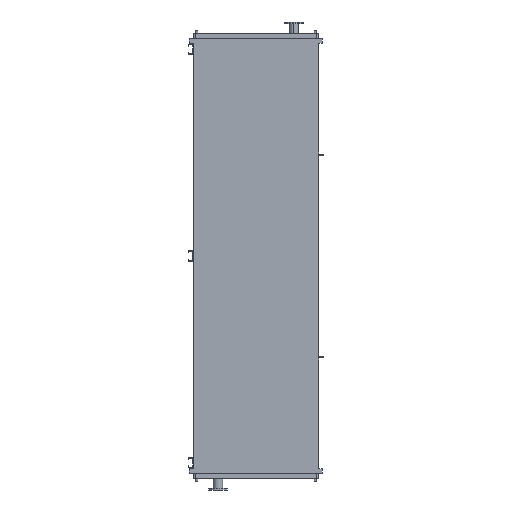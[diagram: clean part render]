
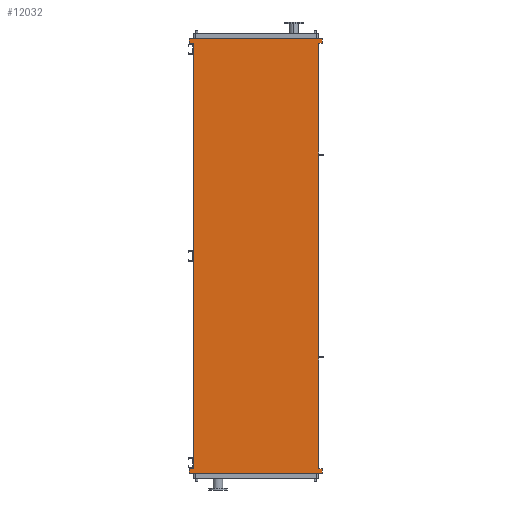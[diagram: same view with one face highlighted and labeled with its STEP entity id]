
A CAD part, front view. The second image highlights one B-rep face of the part: STEP entity #12032.
In plain terms, the highlighted planar face has unit normal (0, -1, 0).
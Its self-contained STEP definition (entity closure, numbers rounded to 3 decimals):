
#507 = ORIENTED_EDGE ( 'NONE', *, *, #7506, .F. ) ;
#623 = DIRECTION ( 'NONE',  ( 0., 0., 1. ) ) ;
#664 = ORIENTED_EDGE ( 'NONE', *, *, #1284, .F. ) ;
#800 = CARTESIAN_POINT ( 'NONE',  ( 771., 0., 95. ) ) ;
#888 = EDGE_CURVE ( 'NONE', #12249, #6688, #8058, .T. ) ;
#929 = LINE ( 'NONE', #14005, #8032 ) ;
#959 = DIRECTION ( 'NONE',  ( 1., 0., 0. ) ) ;
#985 = CARTESIAN_POINT ( 'NONE',  ( 725., 0., -4893. ) ) ;
#1219 = CARTESIAN_POINT ( 'NONE',  ( 725., 0., -4893. ) ) ;
#1284 = EDGE_CURVE ( 'NONE', #14980, #14426, #9271, .T. ) ;
#1287 = DIRECTION ( 'NONE',  ( 0., 0., 1. ) ) ;
#1296 = CARTESIAN_POINT ( 'NONE',  ( -725., 0., -4850. ) ) ;
#1635 = VECTOR ( 'NONE', #623, 1000. ) ;
#1678 = CARTESIAN_POINT ( 'NONE',  ( -771., 0., -4893. ) ) ;
#1734 = DIRECTION ( 'NONE',  ( -1., 0., 0. ) ) ;
#2054 = CARTESIAN_POINT ( 'NONE',  ( -771., 0., -4945. ) ) ;
#2256 = LINE ( 'NONE', #6995, #13034 ) ;
#2854 = VECTOR ( 'NONE', #6685, 1000. ) ;
#3121 = CARTESIAN_POINT ( 'NONE',  ( -771., 0., 43. ) ) ;
#3314 = VECTOR ( 'NONE', #3617, 1000. ) ;
#3326 = DIRECTION ( 'NONE',  ( 0., 0., -1. ) ) ;
#3330 = VECTOR ( 'NONE', #1287, 1000. ) ;
#3406 = EDGE_LOOP ( 'NONE', ( #12273, #7974, #14048, #664, #9244, #14181, #12181, #13271, #6187, #507, #5754, #5081 ) ) ;
#3508 = CARTESIAN_POINT ( 'NONE',  ( 771., 0., 43. ) ) ;
#3615 = CARTESIAN_POINT ( 'NONE',  ( -771., 0., -4945. ) ) ;
#3617 = DIRECTION ( 'NONE',  ( 1., 0., 0. ) ) ;
#3646 = VECTOR ( 'NONE', #10307, 1000. ) ;
#3909 = VECTOR ( 'NONE', #15071, 1000. ) ;
#4037 = LINE ( 'NONE', #6159, #5936 ) ;
#4143 = CARTESIAN_POINT ( 'NONE',  ( -771., 0., 95. ) ) ;
#4364 = EDGE_CURVE ( 'NONE', #14426, #6619, #929, .T. ) ;
#4652 = LINE ( 'NONE', #9467, #8352 ) ;
#4659 = VERTEX_POINT ( 'NONE', #12429 ) ;
#4899 = EDGE_CURVE ( 'NONE', #7718, #7683, #12028, .T. ) ;
#5081 = ORIENTED_EDGE ( 'NONE', *, *, #4899, .F. ) ;
#5187 = FACE_OUTER_BOUND ( 'NONE', #3406, .T. ) ;
#5385 = CARTESIAN_POINT ( 'NONE',  ( -725., 0., 43. ) ) ;
#5410 = VECTOR ( 'NONE', #959, 1000. ) ;
#5453 = LINE ( 'NONE', #14866, #1635 ) ;
#5571 = CARTESIAN_POINT ( 'NONE',  ( 725., 0., 43. ) ) ;
#5754 = ORIENTED_EDGE ( 'NONE', *, *, #9953, .F. ) ;
#5936 = VECTOR ( 'NONE', #12078, 1000. ) ;
#6159 = CARTESIAN_POINT ( 'NONE',  ( 725., 0., -4850. ) ) ;
#6187 = ORIENTED_EDGE ( 'NONE', *, *, #8218, .F. ) ;
#6279 = VERTEX_POINT ( 'NONE', #5385 ) ;
#6619 = VERTEX_POINT ( 'NONE', #3508 ) ;
#6685 = DIRECTION ( 'NONE',  ( 0., 0., 1. ) ) ;
#6688 = VERTEX_POINT ( 'NONE', #14335 ) ;
#6733 = LINE ( 'NONE', #5571, #3909 ) ;
#6809 = VERTEX_POINT ( 'NONE', #14785 ) ;
#6995 = CARTESIAN_POINT ( 'NONE',  ( 771., 0., -4945. ) ) ;
#7402 = CARTESIAN_POINT ( 'NONE',  ( 771., 0., 95. ) ) ;
#7440 = DIRECTION ( 'NONE',  ( 0., -1., 0. ) ) ;
#7506 = EDGE_CURVE ( 'NONE', #6809, #8507, #2256, .T. ) ;
#7683 = VERTEX_POINT ( 'NONE', #10395 ) ;
#7718 = VERTEX_POINT ( 'NONE', #985 ) ;
#7821 = EDGE_CURVE ( 'NONE', #6279, #10246, #12401, .T. ) ;
#7974 = ORIENTED_EDGE ( 'NONE', *, *, #14756, .F. ) ;
#8032 = VECTOR ( 'NONE', #3326, 1000. ) ;
#8058 = LINE ( 'NONE', #12727, #3646 ) ;
#8218 = EDGE_CURVE ( 'NONE', #8507, #12249, #12026, .T. ) ;
#8352 = VECTOR ( 'NONE', #9167, 1000. ) ;
#8507 = VERTEX_POINT ( 'NONE', #2054 ) ;
#9167 = DIRECTION ( 'NONE',  ( 0., 0., -1. ) ) ;
#9244 = ORIENTED_EDGE ( 'NONE', *, *, #9490, .F. ) ;
#9271 = LINE ( 'NONE', #800, #5410 ) ;
#9467 = CARTESIAN_POINT ( 'NONE',  ( 771., 0., -4893. ) ) ;
#9490 = EDGE_CURVE ( 'NONE', #10246, #14980, #11126, .T. ) ;
#9641 = DIRECTION ( 'NONE',  ( -1., 0., 0. ) ) ;
#9927 = PLANE ( 'NONE',  #13114 ) ;
#9953 = EDGE_CURVE ( 'NONE', #7683, #6809, #4652, .T. ) ;
#10246 = VERTEX_POINT ( 'NONE', #3121 ) ;
#10307 = DIRECTION ( 'NONE',  ( 1., 0., 0. ) ) ;
#10395 = CARTESIAN_POINT ( 'NONE',  ( 771., 0., -4893. ) ) ;
#10825 = EDGE_CURVE ( 'NONE', #6688, #6279, #5453, .T. ) ;
#11126 = LINE ( 'NONE', #15019, #2854 ) ;
#12026 = LINE ( 'NONE', #3615, #3330 ) ;
#12028 = LINE ( 'NONE', #1219, #3314 ) ;
#12032 = ADVANCED_FACE ( 'NONE', ( #5187 ), #9927, .T. ) ;
#12078 = DIRECTION ( 'NONE',  ( 0., 0., 1. ) ) ;
#12181 = ORIENTED_EDGE ( 'NONE', *, *, #10825, .F. ) ;
#12249 = VERTEX_POINT ( 'NONE', #1678 ) ;
#12273 = ORIENTED_EDGE ( 'NONE', *, *, #14515, .T. ) ;
#12401 = LINE ( 'NONE', #12471, #12789 ) ;
#12429 = CARTESIAN_POINT ( 'NONE',  ( 725., 0., 43. ) ) ;
#12471 = CARTESIAN_POINT ( 'NONE',  ( -771., 0., 43. ) ) ;
#12727 = CARTESIAN_POINT ( 'NONE',  ( -771., 0., -4893. ) ) ;
#12789 = VECTOR ( 'NONE', #1734, 1000. ) ;
#13034 = VECTOR ( 'NONE', #9641, 1000. ) ;
#13114 = AXIS2_PLACEMENT_3D ( 'NONE', #1296, #7440, #14606 ) ;
#13271 = ORIENTED_EDGE ( 'NONE', *, *, #888, .F. ) ;
#14005 = CARTESIAN_POINT ( 'NONE',  ( 771., 0., 43. ) ) ;
#14048 = ORIENTED_EDGE ( 'NONE', *, *, #4364, .F. ) ;
#14181 = ORIENTED_EDGE ( 'NONE', *, *, #7821, .F. ) ;
#14335 = CARTESIAN_POINT ( 'NONE',  ( -725., 0., -4893. ) ) ;
#14426 = VERTEX_POINT ( 'NONE', #7402 ) ;
#14515 = EDGE_CURVE ( 'NONE', #7718, #4659, #4037, .T. ) ;
#14606 = DIRECTION ( 'NONE',  ( 0., 0., -1. ) ) ;
#14756 = EDGE_CURVE ( 'NONE', #6619, #4659, #6733, .T. ) ;
#14785 = CARTESIAN_POINT ( 'NONE',  ( 771., 0., -4945. ) ) ;
#14866 = CARTESIAN_POINT ( 'NONE',  ( -725., 0., -4850. ) ) ;
#14980 = VERTEX_POINT ( 'NONE', #4143 ) ;
#15019 = CARTESIAN_POINT ( 'NONE',  ( -771., 0., 95. ) ) ;
#15071 = DIRECTION ( 'NONE',  ( -1., 0., 0. ) ) ;
